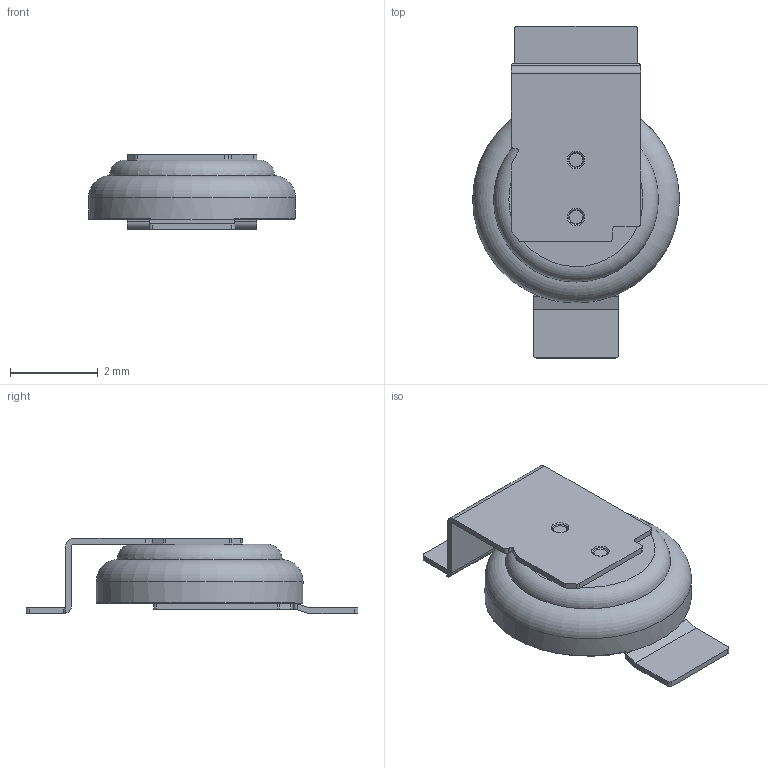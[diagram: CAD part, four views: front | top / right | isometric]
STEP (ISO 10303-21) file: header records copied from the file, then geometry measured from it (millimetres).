
FILE_DESCRIPTION(/* description */ (''),/* implementation_level */ '2;1');
FILE_NAME(/* name */ 'Elna America - DSK H3.0MM.step',/* time_stamp */ '2020-05-13T19:35:52+01:00',/* author */ (''),/* organization */ (''),/* preprocessor_version */ 'ST-DEVELOPER v18.1',/* originating_system */ 'Autodesk Translation Framework v9.2.0.1227',/* authorisation */ '');
FILE_SCHEMA (('AUTOMOTIVE_DESIGN { 1 0 10303 214 3 1 1 }'));
Length unit declared in the file: millimetre
Products named in the file (1): Elna America - DSK H3.0MM
Bounding box: 4.7 x 7.55 x 1.71 mm (x, y, z)
Volume: 23.7 mm3; surface area: 82.7 mm2
Topology: 1 solids, 1 shells, 84 faces, 216 edges, 138 vertices
Faces by surface type: plane 47, cylinder 26, torus 11
Full cylindrical faces by diameter (mm): 4.7 x1
Entity records: 2662 total; most frequent: CARTESIAN_POINT 503, DIRECTION 466, ORIENTED_EDGE 432, EDGE_CURVE 216, AXIS2_PLACEMENT_3D 171, VERTEX_POINT 138, LINE 124, VECTOR 124
